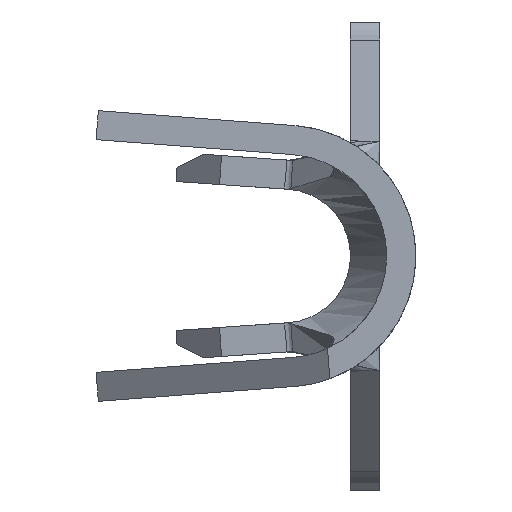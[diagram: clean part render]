
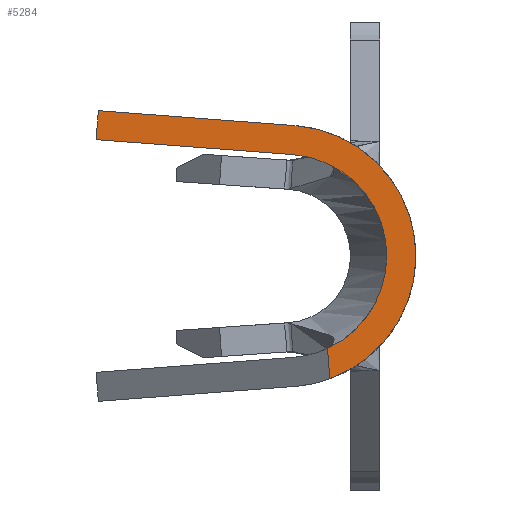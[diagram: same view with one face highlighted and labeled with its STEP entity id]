
A CAD part, left-side view. The second image highlights one B-rep face of the part: STEP entity #5284.
In plain terms, the highlighted planar face has unit normal (-1, 0, 0).
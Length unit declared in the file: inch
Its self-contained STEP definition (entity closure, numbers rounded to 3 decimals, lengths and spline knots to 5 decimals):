
#12 = LINE ( 'NONE', #3147, #4133 ) ;
#617 = VECTOR ( 'NONE', #4785, 39.37008 ) ;
#1007 = CARTESIAN_POINT ( 'NONE',  ( -0.53, 0.195, 0.08006 ) ) ;
#1099 = CARTESIAN_POINT ( 'NONE',  ( -0.53, 0.065, 0. ) ) ;
#1254 = ORIENTED_EDGE ( 'NONE', *, *, #2398, .F. ) ;
#1389 = CARTESIAN_POINT ( 'NONE',  ( -0.53, 0.05971, 0.0698 ) ) ;
#1588 = CARTESIAN_POINT ( 'NONE',  ( -0.53, 0.03579, -0.06361 ) ) ;
#1645 = DIRECTION ( 'NONE',  ( 0., 0., -1. ) ) ;
#1725 = VERTEX_POINT ( 'NONE', #5667 ) ;
#1793 = VERTEX_POINT ( 'NONE', #5790 ) ;
#1797 = DIRECTION ( 'NONE',  ( -1., 0., 0. ) ) ;
#1911 = ORIENTED_EDGE ( 'NONE', *, *, #2032, .F. ) ;
#2032 = EDGE_CURVE ( 'NONE', #5528, #5392, #6186, .T. ) ;
#2054 = EDGE_CURVE ( 'NONE', #1725, #5528, #3310, .T. ) ;
#2206 = VECTOR ( 'NONE', #4714, 39.37008 ) ;
#2387 = CARTESIAN_POINT ( 'NONE',  ( -0.53, 0.0582, 0.08974 ) ) ;
#2398 = EDGE_CURVE ( 'NONE', #5054, #1793, #4835, .T. ) ;
#2700 = LINE ( 'NONE', #1389, #5215 ) ;
#2752 = VERTEX_POINT ( 'NONE', #4904 ) ;
#2826 = AXIS2_PLACEMENT_3D ( 'NONE', #5027, #1797, #5506 ) ;
#2882 = DIRECTION ( 'NONE',  ( 0., 0., -1. ) ) ;
#2981 = AXIS2_PLACEMENT_3D ( 'NONE', #3960, #5990, #2882 ) ;
#3147 = CARTESIAN_POINT ( 'NONE',  ( -0.53, 0.04075, 0.00184 ) ) ;
#3310 = LINE ( 'NONE', #1007, #617 ) ;
#3441 = CIRCLE ( 'NONE', #3530, 0.09 ) ;
#3530 = AXIS2_PLACEMENT_3D ( 'NONE', #1099, #4873, #1645 ) ;
#3960 = CARTESIAN_POINT ( 'NONE',  ( -0.53, 0.065, 0. ) ) ;
#4022 = ORIENTED_EDGE ( 'NONE', *, *, #6462, .T. ) ;
#4133 = VECTOR ( 'NONE', #6214, 39.37008 ) ;
#4423 = ORIENTED_EDGE ( 'NONE', *, *, #5938, .F. ) ;
#4502 = PLANE ( 'NONE',  #2981 ) ;
#4621 = DIRECTION ( 'NONE',  ( 0., 0.997, 0.076 ) ) ;
#4655 = FACE_OUTER_BOUND ( 'NONE', #5106, .T. ) ;
#4714 = DIRECTION ( 'NONE',  ( 0., -0.997, -0.076 ) ) ;
#4785 = DIRECTION ( 'NONE',  ( 0., -0.076, 0.997 ) ) ;
#4808 = CARTESIAN_POINT ( 'NONE',  ( -0.53, 0.19349, 0.1 ) ) ;
#4817 = ORIENTED_EDGE ( 'NONE', *, *, #6583, .F. ) ;
#4835 = CIRCLE ( 'NONE', #2826, 0.07 ) ;
#4873 = DIRECTION ( 'NONE',  ( 1., 0., 0. ) ) ;
#4904 = CARTESIAN_POINT ( 'NONE',  ( -0.53, 0.0342, -0.08457 ) ) ;
#5027 = CARTESIAN_POINT ( 'NONE',  ( -0.53, 0.065, 0. ) ) ;
#5054 = VERTEX_POINT ( 'NONE', #1588 ) ;
#5106 = EDGE_LOOP ( 'NONE', ( #1254, #4022, #4817, #1911, #5997, #4423 ) ) ;
#5215 = VECTOR ( 'NONE', #4621, 39.37008 ) ;
#5284 = ADVANCED_FACE ( 'NONE', ( #4655 ), #4502, .F. ) ;
#5392 = VERTEX_POINT ( 'NONE', #2387 ) ;
#5506 = DIRECTION ( 'NONE',  ( 0., 0., -1. ) ) ;
#5528 = VERTEX_POINT ( 'NONE', #4808 ) ;
#5667 = CARTESIAN_POINT ( 'NONE',  ( -0.53, 0.195, 0.08006 ) ) ;
#5683 = CARTESIAN_POINT ( 'NONE',  ( -0.53, 0.0582, 0.08974 ) ) ;
#5790 = CARTESIAN_POINT ( 'NONE',  ( -0.53, 0.05971, 0.0698 ) ) ;
#5938 = EDGE_CURVE ( 'NONE', #1793, #1725, #2700, .T. ) ;
#5990 = DIRECTION ( 'NONE',  ( 1., 0., 0. ) ) ;
#5997 = ORIENTED_EDGE ( 'NONE', *, *, #2054, .F. ) ;
#6186 = LINE ( 'NONE', #5683, #2206 ) ;
#6214 = DIRECTION ( 'NONE',  ( 0., -0.076, -0.997 ) ) ;
#6462 = EDGE_CURVE ( 'NONE', #5054, #2752, #12, .T. ) ;
#6583 = EDGE_CURVE ( 'NONE', #5392, #2752, #3441, .T. ) ;
